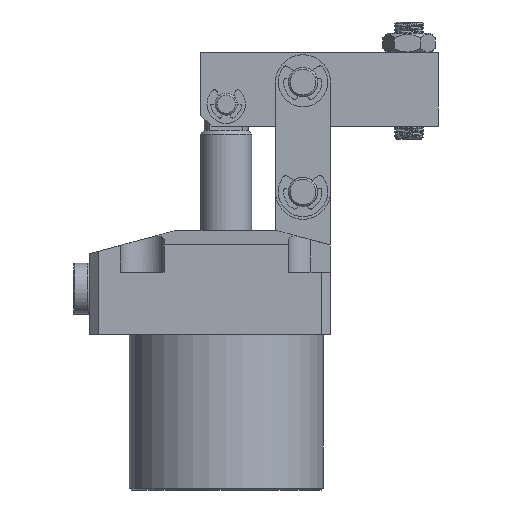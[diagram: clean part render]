
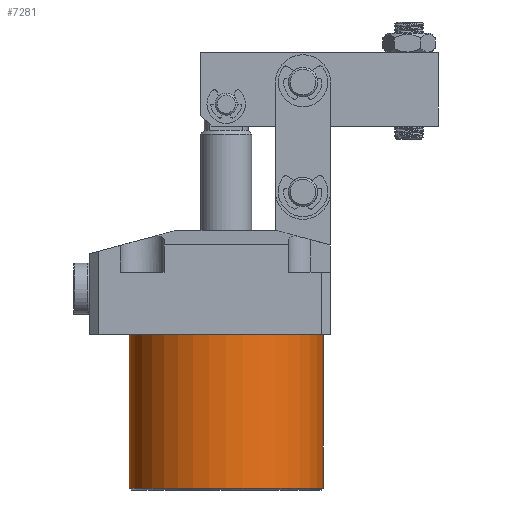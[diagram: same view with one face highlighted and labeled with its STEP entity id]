
A CAD part, front view. The second image highlights one B-rep face of the part: STEP entity #7281.
In plain terms, the highlighted cylindrical face has radius 26.5 mm (diameter 53 mm), a partial arc.
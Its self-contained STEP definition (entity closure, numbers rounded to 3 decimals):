
#789 = DIRECTION ( 'NONE',  ( 0., 0., -1. ) ) ;
#1043 = CARTESIAN_POINT ( 'NONE',  ( 26.5, 0., -56.25 ) ) ;
#1609 = EDGE_CURVE ( 'NONE', #15185, #2918, #16623, .T. ) ;
#1869 = FACE_OUTER_BOUND ( 'NONE', #20474, .T. ) ;
#2918 = VERTEX_POINT ( 'NONE', #13514 ) ;
#4587 = VERTEX_POINT ( 'NONE', #23657 ) ;
#4693 = DIRECTION ( 'NONE',  ( 1., 0., 0. ) ) ;
#5376 = LINE ( 'NONE', #10743, #16820 ) ;
#6159 = ORIENTED_EDGE ( 'NONE', *, *, #1609, .T. ) ;
#6759 = CARTESIAN_POINT ( 'NONE',  ( 0., 0., -56.75 ) ) ;
#7281 = ADVANCED_FACE ( 'NONE', ( #1869 ), #12096, .T. ) ;
#7402 = ORIENTED_EDGE ( 'NONE', *, *, #23828, .T. ) ;
#10664 = DIRECTION ( 'NONE',  ( 0., 0., 1. ) ) ;
#10743 = CARTESIAN_POINT ( 'NONE',  ( -26.5, 0., -56.75 ) ) ;
#11203 = CARTESIAN_POINT ( 'NONE',  ( -26.5, 0., -56.25 ) ) ;
#12096 = CYLINDRICAL_SURFACE ( 'NONE', #19668, 26.5 ) ;
#13001 = CARTESIAN_POINT ( 'NONE',  ( 0., 0., -14.25 ) ) ;
#13469 = CIRCLE ( 'NONE', #15062, 26.5 ) ;
#13514 = CARTESIAN_POINT ( 'NONE',  ( 26.5, 0., -14.25 ) ) ;
#15028 = DIRECTION ( 'NONE',  ( -1., 0., 0. ) ) ;
#15062 = AXIS2_PLACEMENT_3D ( 'NONE', #13001, #789, #15028 ) ;
#15185 = VERTEX_POINT ( 'NONE', #1043 ) ;
#15987 = VECTOR ( 'NONE', #23659, 1000. ) ;
#16623 = LINE ( 'NONE', #21579, #15987 ) ;
#16820 = VECTOR ( 'NONE', #22914, 1000. ) ;
#17415 = EDGE_CURVE ( 'NONE', #23195, #4587, #5376, .T. ) ;
#19668 = AXIS2_PLACEMENT_3D ( 'NONE', #6759, #25002, #4693 ) ;
#20474 = EDGE_LOOP ( 'NONE', ( #26140, #21819, #6159, #7402 ) ) ;
#21024 = EDGE_CURVE ( 'NONE', #23195, #15185, #21460, .T. ) ;
#21460 = CIRCLE ( 'NONE', #21481, 26.5 ) ;
#21481 = AXIS2_PLACEMENT_3D ( 'NONE', #22831, #10664, #24888 ) ;
#21579 = CARTESIAN_POINT ( 'NONE',  ( 26.5, 0., -56.75 ) ) ;
#21819 = ORIENTED_EDGE ( 'NONE', *, *, #21024, .T. ) ;
#22831 = CARTESIAN_POINT ( 'NONE',  ( 0., 0., -56.25 ) ) ;
#22914 = DIRECTION ( 'NONE',  ( 0., 0., 1. ) ) ;
#23195 = VERTEX_POINT ( 'NONE', #11203 ) ;
#23657 = CARTESIAN_POINT ( 'NONE',  ( -26.5, 0., -14.25 ) ) ;
#23659 = DIRECTION ( 'NONE',  ( 0., 0., 1. ) ) ;
#23828 = EDGE_CURVE ( 'NONE', #2918, #4587, #13469, .T. ) ;
#24888 = DIRECTION ( 'NONE',  ( -1., 0., 0. ) ) ;
#25002 = DIRECTION ( 'NONE',  ( 0., 0., 1. ) ) ;
#26140 = ORIENTED_EDGE ( 'NONE', *, *, #17415, .F. ) ;
